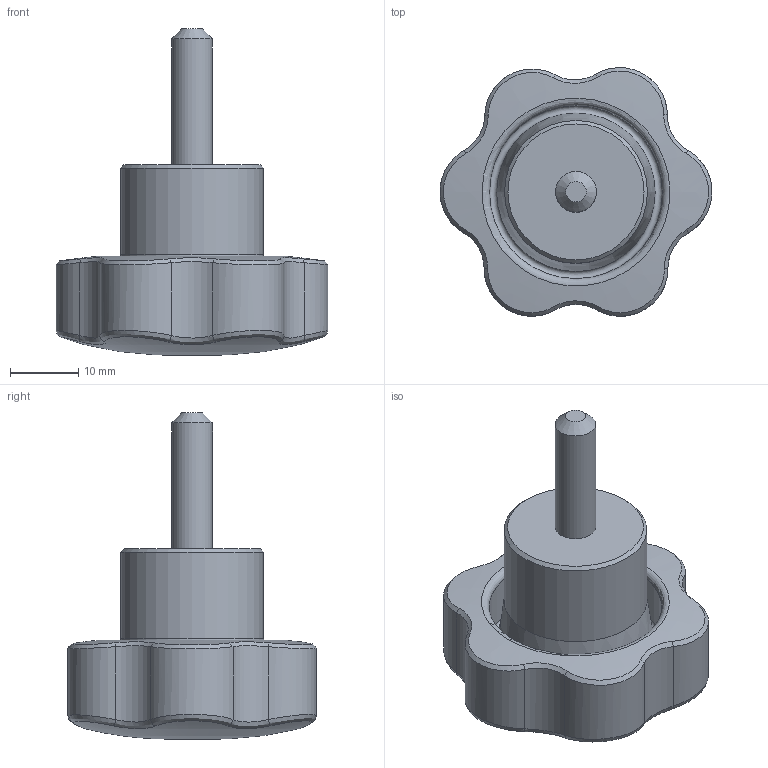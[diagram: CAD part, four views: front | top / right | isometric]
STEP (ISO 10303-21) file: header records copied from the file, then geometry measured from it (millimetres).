
FILE_DESCRIPTION( ( 'Unknown' ), '1' );
FILE_NAME( '6112140_VP40_M6x20.stp', 'Unknown', ( 'Unknown' ), ( 'Unknown' ), 'PSStep 11.0', 'Unknown', ' ' );
FILE_SCHEMA( ( 'AUTOMOTIVE_DESIGN { 1 0 10303 214 1 1 1 1 }' ) );
Length unit declared in the file: millimetre
Products named in the file (1): VP40
Bounding box: 39.98 x 36.54 x 48.01 mm (x, y, z)
Volume: 18509.4 mm3; surface area: 5859.4 mm2
Topology: 1 solids, 1 shells, 48 faces, 107 edges, 61 vertices
Faces by surface type: bspline 25, cylinder 15, cone 3, plane 2, torus 2, revolution 1
Full cylindrical faces by diameter (mm): 6 x1, 21 x1, 25.44 x1
Entity records: 5442 total; most frequent: CARTESIAN_POINT 4240, ORIENTED_EDGE 188, DIRECTION 103, EDGE_CURVE 94, B_SPLINE_CURVE_WITH_KNOTS 61, VERTEX_POINT 59, EDGE_LOOP 58, FACE_OUTER_BOUND 54
